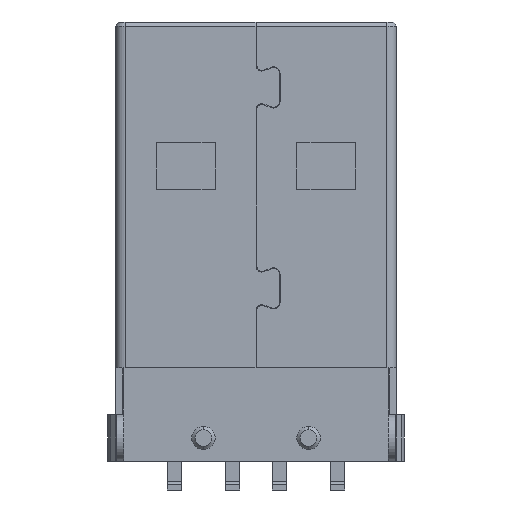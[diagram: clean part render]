
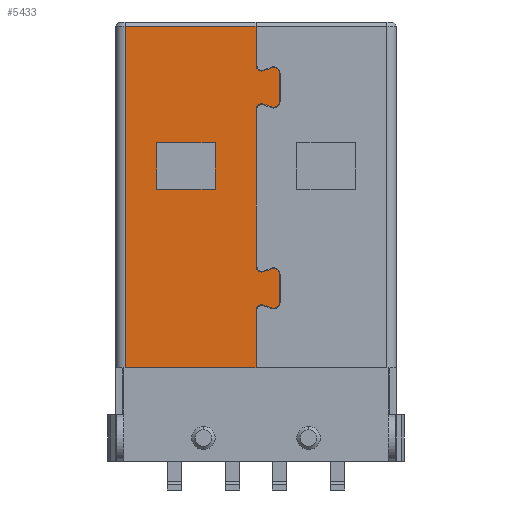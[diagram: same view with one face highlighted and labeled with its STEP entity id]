
A CAD part, front view. The second image highlights one B-rep face of the part: STEP entity #5433.
In plain terms, the highlighted planar face has unit normal (0, -1, 0).
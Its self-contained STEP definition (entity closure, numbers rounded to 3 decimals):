
#529=DIRECTION('',(0.,0.,-1.));
#530=VECTOR('',#529,1.677);
#531=CARTESIAN_POINT('',(0.,-2.25,9.227));
#532=LINE('',#531,#530);
#533=CARTESIAN_POINT('',(0.25,-2.25,7.55));
#534=DIRECTION('',(0.,-1.,0.));
#535=DIRECTION('',(-1.,0.,0.));
#536=AXIS2_PLACEMENT_3D('',#533,#534,#535);
#538=DIRECTION('',(0.94,0.,0.342));
#539=VECTOR('',#538,0.35);
#540=CARTESIAN_POINT('',(0.336,-2.25,7.315));
#541=LINE('',#540,#539);
#542=CARTESIAN_POINT('',(0.75,-2.25,7.2));
#543=DIRECTION('',(0.,-1.,0.));
#544=DIRECTION('',(1.,0.,0.));
#545=AXIS2_PLACEMENT_3D('',#542,#543,#544);
#547=DIRECTION('',(0.,0.,-1.));
#548=VECTOR('',#547,1.2);
#549=CARTESIAN_POINT('',(1.,-2.25,7.2));
#550=LINE('',#549,#548);
#551=CARTESIAN_POINT('',(0.75,-2.25,6.));
#552=DIRECTION('',(0.,-1.,0.));
#553=DIRECTION('',(-0.342,0.,-0.94));
#554=AXIS2_PLACEMENT_3D('',#551,#552,#553);
#556=DIRECTION('',(-0.94,0.,0.342));
#557=VECTOR('',#556,0.35);
#558=CARTESIAN_POINT('',(0.664,-2.25,5.765));
#559=LINE('',#558,#557);
#560=CARTESIAN_POINT('',(0.25,-2.25,5.65));
#561=DIRECTION('',(0.,-1.,0.));
#562=DIRECTION('',(0.342,0.,0.94));
#563=AXIS2_PLACEMENT_3D('',#560,#561,#562);
#565=DIRECTION('',(0.,0.,-1.));
#566=VECTOR('',#565,6.7);
#567=CARTESIAN_POINT('',(0.,-2.25,5.65));
#568=LINE('',#567,#566);
#569=CARTESIAN_POINT('',(0.25,-2.25,-1.05));
#570=DIRECTION('',(0.,-1.,0.));
#571=DIRECTION('',(-1.,0.,0.));
#572=AXIS2_PLACEMENT_3D('',#569,#570,#571);
#574=DIRECTION('',(0.94,0.,0.342));
#575=VECTOR('',#574,0.35);
#576=CARTESIAN_POINT('',(0.336,-2.25,-1.285));
#577=LINE('',#576,#575);
#578=CARTESIAN_POINT('',(0.75,-2.25,-1.4));
#579=DIRECTION('',(0.,-1.,0.));
#580=DIRECTION('',(1.,0.,0.));
#581=AXIS2_PLACEMENT_3D('',#578,#579,#580);
#583=DIRECTION('',(0.,0.,-1.));
#584=VECTOR('',#583,1.2);
#585=CARTESIAN_POINT('',(1.,-2.25,-1.4));
#586=LINE('',#585,#584);
#587=CARTESIAN_POINT('',(0.75,-2.25,-2.6));
#588=DIRECTION('',(0.,-1.,0.));
#589=DIRECTION('',(-0.342,0.,-0.94));
#590=AXIS2_PLACEMENT_3D('',#587,#588,#589);
#592=DIRECTION('',(-0.94,0.,0.342));
#593=VECTOR('',#592,0.35);
#594=CARTESIAN_POINT('',(0.664,-2.25,-2.835));
#595=LINE('',#594,#593);
#596=CARTESIAN_POINT('',(0.25,-2.25,-2.95));
#597=DIRECTION('',(0.,-1.,0.));
#598=DIRECTION('',(0.342,0.,0.94));
#599=AXIS2_PLACEMENT_3D('',#596,#597,#598);
#601=DIRECTION('',(0.,0.,1.));
#602=VECTOR('',#601,2.45);
#603=CARTESIAN_POINT('',(0.,-2.25,-5.4));
#604=LINE('',#603,#602);
#605=DIRECTION('',(1.,0.,0.));
#606=VECTOR('',#605,5.6);
#607=CARTESIAN_POINT('',(-5.6,-2.25,-5.4));
#608=LINE('',#607,#606);
#609=DIRECTION('',(0.,0.,1.));
#610=VECTOR('',#609,14.627);
#611=CARTESIAN_POINT('',(-5.6,-2.25,-5.4));
#612=LINE('',#611,#610);
#613=DIRECTION('',(1.,0.,0.));
#614=VECTOR('',#613,5.6);
#615=CARTESIAN_POINT('',(-5.6,-2.25,9.227));
#616=LINE('',#615,#614);
#633=DIRECTION('',(0.,0.,-1.));
#634=VECTOR('',#633,2.);
#635=CARTESIAN_POINT('',(-4.25,-2.25,4.24));
#636=LINE('',#635,#634);
#637=DIRECTION('',(1.,0.,0.));
#638=VECTOR('',#637,2.5);
#639=CARTESIAN_POINT('',(-4.25,-2.25,2.24));
#640=LINE('',#639,#638);
#641=DIRECTION('',(0.,0.,1.));
#642=VECTOR('',#641,2.);
#643=CARTESIAN_POINT('',(-1.75,-2.25,2.24));
#644=LINE('',#643,#642);
#645=DIRECTION('',(-1.,0.,0.));
#646=VECTOR('',#645,2.5);
#647=CARTESIAN_POINT('',(-1.75,-2.25,4.24));
#648=LINE('',#647,#646);
#3669=CARTESIAN_POINT('',(-5.6,-2.25,-5.4));
#3670=VERTEX_POINT('',#3669);
#3818=CARTESIAN_POINT('',(-5.6,-2.25,9.227));
#3820=VERTEX_POINT('',#3818);
#4277=CARTESIAN_POINT('',(0.,-2.25,9.227));
#4278=CARTESIAN_POINT('',(0.,-2.25,7.55));
#4279=VERTEX_POINT('',#4277);
#4280=VERTEX_POINT('',#4278);
#4281=CARTESIAN_POINT('',(0.336,-2.25,7.315));
#4282=VERTEX_POINT('',#4281);
#4283=CARTESIAN_POINT('',(0.664,-2.25,7.435));
#4284=VERTEX_POINT('',#4283);
#4285=CARTESIAN_POINT('',(1.,-2.25,7.2));
#4286=VERTEX_POINT('',#4285);
#4287=CARTESIAN_POINT('',(1.,-2.25,6.));
#4288=VERTEX_POINT('',#4287);
#4289=CARTESIAN_POINT('',(0.664,-2.25,5.765));
#4290=VERTEX_POINT('',#4289);
#4291=CARTESIAN_POINT('',(0.336,-2.25,5.885));
#4292=VERTEX_POINT('',#4291);
#4293=CARTESIAN_POINT('',(0.,-2.25,5.65));
#4294=VERTEX_POINT('',#4293);
#4295=CARTESIAN_POINT('',(0.,-2.25,-1.05));
#4296=VERTEX_POINT('',#4295);
#4297=CARTESIAN_POINT('',(0.336,-2.25,-1.285));
#4298=VERTEX_POINT('',#4297);
#4299=CARTESIAN_POINT('',(0.664,-2.25,-1.165));
#4300=VERTEX_POINT('',#4299);
#4301=CARTESIAN_POINT('',(1.,-2.25,-1.4));
#4302=VERTEX_POINT('',#4301);
#4303=CARTESIAN_POINT('',(1.,-2.25,-2.6));
#4304=VERTEX_POINT('',#4303);
#4305=CARTESIAN_POINT('',(0.664,-2.25,-2.835));
#4306=VERTEX_POINT('',#4305);
#4307=CARTESIAN_POINT('',(0.336,-2.25,-2.715));
#4308=VERTEX_POINT('',#4307);
#4309=CARTESIAN_POINT('',(0.,-2.25,-2.95));
#4310=VERTEX_POINT('',#4309);
#4311=CARTESIAN_POINT('',(0.,-2.25,-5.4));
#4312=VERTEX_POINT('',#4311);
#4389=CARTESIAN_POINT('',(-4.25,-2.25,4.24));
#4390=CARTESIAN_POINT('',(-4.25,-2.25,2.24));
#4391=VERTEX_POINT('',#4389);
#4392=VERTEX_POINT('',#4390);
#4393=CARTESIAN_POINT('',(-1.75,-2.25,2.24));
#4394=VERTEX_POINT('',#4393);
#4395=CARTESIAN_POINT('',(-1.75,-2.25,4.24));
#4396=VERTEX_POINT('',#4395);
#5377=CARTESIAN_POINT('',(-5.6,-2.25,-9.4));
#5378=DIRECTION('',(0.,-1.,0.));
#5379=DIRECTION('',(1.,0.,0.));
#5380=AXIS2_PLACEMENT_3D('',#5377,#5378,#5379);
#5381=PLANE('',#5380);
#5383=ORIENTED_EDGE('',*,*,#5382,.T.);
#5385=ORIENTED_EDGE('',*,*,#5384,.T.);
#5387=ORIENTED_EDGE('',*,*,#5386,.T.);
#5389=ORIENTED_EDGE('',*,*,#5388,.F.);
#5391=ORIENTED_EDGE('',*,*,#5390,.T.);
#5393=ORIENTED_EDGE('',*,*,#5392,.F.);
#5395=ORIENTED_EDGE('',*,*,#5394,.T.);
#5397=ORIENTED_EDGE('',*,*,#5396,.T.);
#5399=ORIENTED_EDGE('',*,*,#5398,.T.);
#5401=ORIENTED_EDGE('',*,*,#5400,.T.);
#5403=ORIENTED_EDGE('',*,*,#5402,.T.);
#5405=ORIENTED_EDGE('',*,*,#5404,.F.);
#5407=ORIENTED_EDGE('',*,*,#5406,.T.);
#5409=ORIENTED_EDGE('',*,*,#5408,.F.);
#5411=ORIENTED_EDGE('',*,*,#5410,.T.);
#5413=ORIENTED_EDGE('',*,*,#5412,.T.);
#5415=ORIENTED_EDGE('',*,*,#5414,.F.);
#5416=ORIENTED_EDGE('',*,*,#5289,.F.);
#5418=ORIENTED_EDGE('',*,*,#5417,.T.);
#5420=ORIENTED_EDGE('',*,*,#5419,.T.);
#5421=EDGE_LOOP('',(#5383,#5385,#5387,#5389,#5391,#5393,#5395,#5397,#5399,#5401,
#5403,#5405,#5407,#5409,#5411,#5413,#5415,#5416,#5418,#5420));
#5422=FACE_OUTER_BOUND('',#5421,.F.);
#5424=ORIENTED_EDGE('',*,*,#5423,.T.);
#5426=ORIENTED_EDGE('',*,*,#5425,.T.);
#5428=ORIENTED_EDGE('',*,*,#5427,.T.);
#5430=ORIENTED_EDGE('',*,*,#5429,.T.);
#5431=EDGE_LOOP('',(#5424,#5426,#5428,#5430));
#5432=FACE_BOUND('',#5431,.F.);
#5433=ADVANCED_FACE('',(#5422,#5432),#5381,.T.);
#537=CIRCLE('',#536,0.25);
#546=CIRCLE('',#545,0.25);
#555=CIRCLE('',#554,0.25);
#564=CIRCLE('',#563,0.25);
#573=CIRCLE('',#572,0.25);
#582=CIRCLE('',#581,0.25);
#591=CIRCLE('',#590,0.25);
#600=CIRCLE('',#599,0.25);
#5289=EDGE_CURVE('',#3670,#4312,#608,.T.);
#5382=EDGE_CURVE('',#4279,#4280,#532,.T.);
#5384=EDGE_CURVE('',#4280,#4282,#537,.T.);
#5386=EDGE_CURVE('',#4282,#4284,#541,.T.);
#5388=EDGE_CURVE('',#4286,#4284,#546,.T.);
#5390=EDGE_CURVE('',#4286,#4288,#550,.T.);
#5392=EDGE_CURVE('',#4290,#4288,#555,.T.);
#5394=EDGE_CURVE('',#4290,#4292,#559,.T.);
#5396=EDGE_CURVE('',#4292,#4294,#564,.T.);
#5398=EDGE_CURVE('',#4294,#4296,#568,.T.);
#5400=EDGE_CURVE('',#4296,#4298,#573,.T.);
#5402=EDGE_CURVE('',#4298,#4300,#577,.T.);
#5404=EDGE_CURVE('',#4302,#4300,#582,.T.);
#5406=EDGE_CURVE('',#4302,#4304,#586,.T.);
#5408=EDGE_CURVE('',#4306,#4304,#591,.T.);
#5410=EDGE_CURVE('',#4306,#4308,#595,.T.);
#5412=EDGE_CURVE('',#4308,#4310,#600,.T.);
#5414=EDGE_CURVE('',#4312,#4310,#604,.T.);
#5417=EDGE_CURVE('',#3670,#3820,#612,.T.);
#5419=EDGE_CURVE('',#3820,#4279,#616,.T.);
#5423=EDGE_CURVE('',#4391,#4392,#636,.T.);
#5425=EDGE_CURVE('',#4392,#4394,#640,.T.);
#5427=EDGE_CURVE('',#4394,#4396,#644,.T.);
#5429=EDGE_CURVE('',#4396,#4391,#648,.T.);
